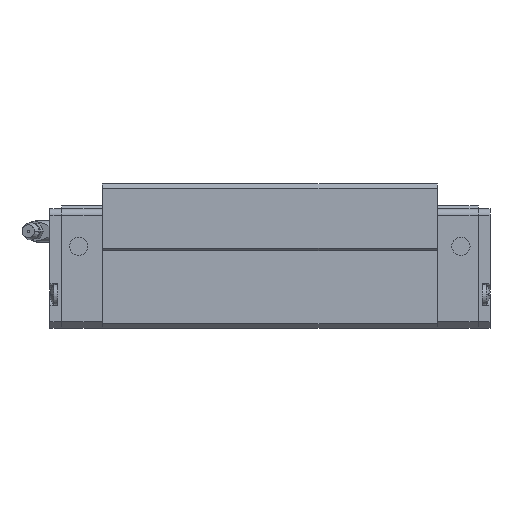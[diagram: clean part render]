
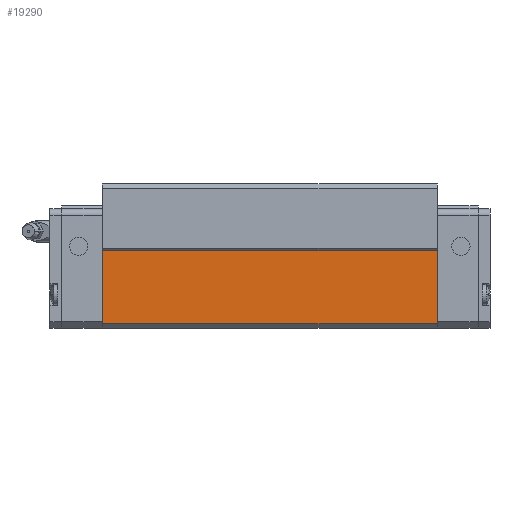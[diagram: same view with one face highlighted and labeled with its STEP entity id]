
A CAD part, front view. The second image highlights one B-rep face of the part: STEP entity #19290.
In plain terms, the highlighted planar face has unit normal (0, -1, 0).
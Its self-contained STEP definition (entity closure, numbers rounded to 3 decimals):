
#240 = ORIENTED_EDGE ( 'NONE', *, *, #3490, .T. ) ;
#1885 = DIRECTION ( 'NONE',  ( -1., 0., 0. ) ) ;
#2246 = DIRECTION ( 'NONE',  ( 0., -1., 0. ) ) ;
#3490 = EDGE_CURVE ( 'NONE', #19101, #26127, #21547, .T. ) ;
#3966 = FACE_OUTER_BOUND ( 'NONE', #10837, .T. ) ;
#4358 = DIRECTION ( 'NONE',  ( 0., 0., -1. ) ) ;
#5865 = VECTOR ( 'NONE', #25915, 1000. ) ;
#5887 = DIRECTION ( 'NONE',  ( 0., 0., 1. ) ) ;
#6240 = CARTESIAN_POINT ( 'NONE',  ( 24.5, -49., 36. ) ) ;
#6274 = ORIENTED_EDGE ( 'NONE', *, *, #8834, .T. ) ;
#7894 = LINE ( 'NONE', #13972, #15672 ) ;
#8834 = EDGE_CURVE ( 'NONE', #26127, #14840, #15909, .T. ) ;
#9285 = ORIENTED_EDGE ( 'NONE', *, *, #12149, .F. ) ;
#10837 = EDGE_LOOP ( 'NONE', ( #9285, #18813, #240, #6274 ) ) ;
#12055 = CARTESIAN_POINT ( 'NONE',  ( 24.5, -49., 2. ) ) ;
#12149 = EDGE_CURVE ( 'NONE', #13032, #14840, #7894, .T. ) ;
#13032 = VERTEX_POINT ( 'NONE', #22417 ) ;
#13907 = CARTESIAN_POINT ( 'NONE',  ( 180.3, -49., 2. ) ) ;
#13972 = CARTESIAN_POINT ( 'NONE',  ( 24.5, -49., 33.807 ) ) ;
#14840 = VERTEX_POINT ( 'NONE', #25816 ) ;
#15423 = CARTESIAN_POINT ( 'NONE',  ( 24.5, -49., 2. ) ) ;
#15672 = VECTOR ( 'NONE', #5887, 1000. ) ;
#15909 = LINE ( 'NONE', #6240, #18110 ) ;
#17810 = CARTESIAN_POINT ( 'NONE',  ( 180.3, -49., 33.807 ) ) ;
#18110 = VECTOR ( 'NONE', #1885, 1000. ) ;
#18378 = VECTOR ( 'NONE', #23531, 1000. ) ;
#18391 = EDGE_CURVE ( 'NONE', #13032, #19101, #21405, .T. ) ;
#18527 = PLANE ( 'NONE',  #20535 ) ;
#18813 = ORIENTED_EDGE ( 'NONE', *, *, #18391, .T. ) ;
#19101 = VERTEX_POINT ( 'NONE', #13907 ) ;
#19290 = ADVANCED_FACE ( 'NONE', ( #3966 ), #18527, .T. ) ;
#20535 = AXIS2_PLACEMENT_3D ( 'NONE', #12055, #2246, #4358 ) ;
#21405 = LINE ( 'NONE', #15423, #18378 ) ;
#21547 = LINE ( 'NONE', #17810, #5865 ) ;
#22417 = CARTESIAN_POINT ( 'NONE',  ( 24.5, -49., 2. ) ) ;
#23531 = DIRECTION ( 'NONE',  ( 1., 0., 0. ) ) ;
#25816 = CARTESIAN_POINT ( 'NONE',  ( 24.5, -49., 36. ) ) ;
#25915 = DIRECTION ( 'NONE',  ( 0., 0., 1. ) ) ;
#26127 = VERTEX_POINT ( 'NONE', #26231 ) ;
#26231 = CARTESIAN_POINT ( 'NONE',  ( 180.3, -49., 36. ) ) ;
